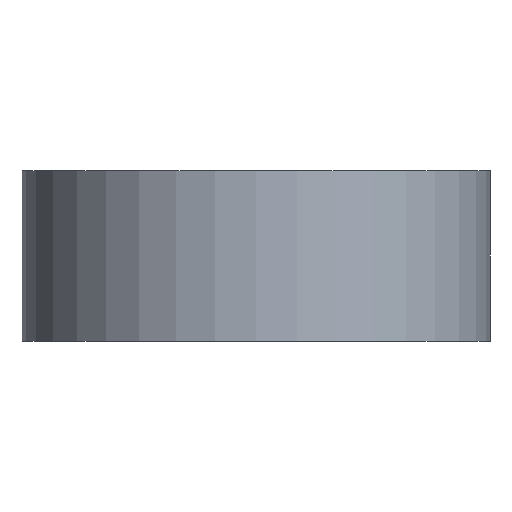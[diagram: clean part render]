
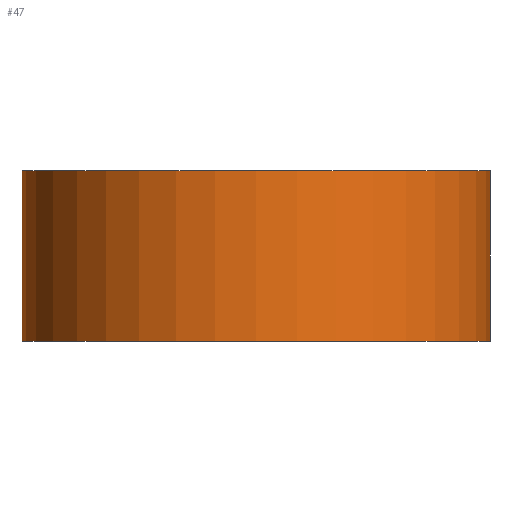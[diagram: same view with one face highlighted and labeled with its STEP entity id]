
A CAD part, left-side view. The second image highlights one B-rep face of the part: STEP entity #47.
In plain terms, the highlighted cylindrical face has radius 5.5 mm (diameter 11 mm), a partial arc.
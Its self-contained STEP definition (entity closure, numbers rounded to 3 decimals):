
#34=CYLINDRICAL_SURFACE('',#195,5.5);
#40=FACE_OUTER_BOUND('',#95,.T.);
#47=ADVANCED_FACE('',(#40),#34,.T.);
#66=LINE('',#280,#74);
#67=LINE('',#284,#75);
#74=VECTOR('',#226,1.);
#75=VECTOR('',#231,1.);
#95=EDGE_LOOP('',(#119,#120,#121,#122));
#119=ORIENTED_EDGE('',*,*,#160,.F.);
#120=ORIENTED_EDGE('',*,*,#167,.F.);
#121=ORIENTED_EDGE('',*,*,#168,.T.);
#122=ORIENTED_EDGE('',*,*,#169,.T.);
#146=VERTEX_POINT('',#265);
#147=VERTEX_POINT('',#267);
#152=VERTEX_POINT('',#279);
#153=VERTEX_POINT('',#283);
#160=EDGE_CURVE('',#146,#147,#177,.T.);
#167=EDGE_CURVE('',#152,#146,#66,.T.);
#168=EDGE_CURVE('',#152,#153,#181,.T.);
#169=EDGE_CURVE('',#153,#147,#67,.T.);
#177=CIRCLE('',#188,5.5);
#181=CIRCLE('',#194,5.5);
#188=AXIS2_PLACEMENT_3D('',#266,#213,#214);
#194=AXIS2_PLACEMENT_3D('',#282,#229,#230);
#195=AXIS2_PLACEMENT_3D('',#285,#232,#233);
#213=DIRECTION('',(0.,0.,-1.));
#214=DIRECTION('',(1.,0.,0.));
#226=DIRECTION('',(0.,0.,-1.));
#229=DIRECTION('',(0.,0.,-1.));
#230=DIRECTION('',(1.,0.,0.));
#231=DIRECTION('',(0.,0.,-1.));
#232=DIRECTION('',(0.,0.,-1.));
#233=DIRECTION('',(-1.,0.,0.));
#265=CARTESIAN_POINT('',(5.5,0.,0.));
#266=CARTESIAN_POINT('',(5.5,5.5,0.));
#267=CARTESIAN_POINT('',(5.5,11.,0.));
#279=CARTESIAN_POINT('',(5.5,0.,4.));
#280=CARTESIAN_POINT('',(5.5,0.,4.));
#282=CARTESIAN_POINT('',(5.5,5.5,4.));
#283=CARTESIAN_POINT('',(5.5,11.,4.));
#284=CARTESIAN_POINT('',(5.5,11.,4.));
#285=CARTESIAN_POINT('',(5.5,5.5,4.));
